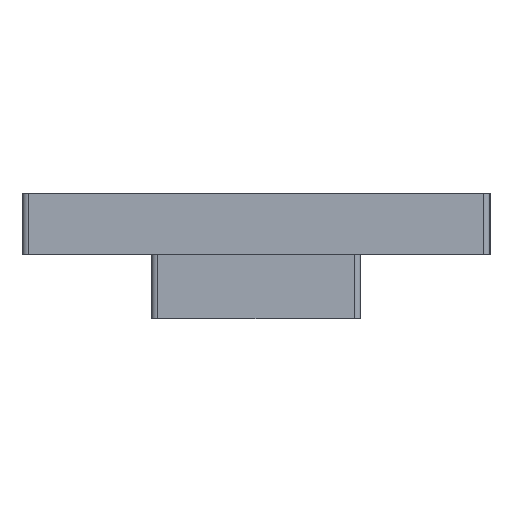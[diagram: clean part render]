
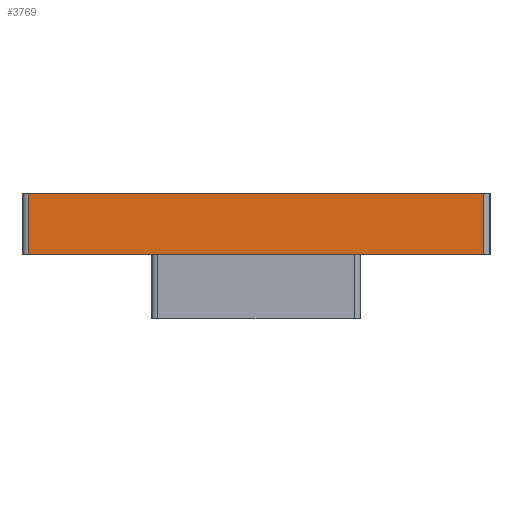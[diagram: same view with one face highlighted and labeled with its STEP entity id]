
A CAD part, left-side view. The second image highlights one B-rep face of the part: STEP entity #3769.
In plain terms, the highlighted planar face has unit normal (-1, 0, 0).
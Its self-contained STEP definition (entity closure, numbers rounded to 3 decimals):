
#1166=CARTESIAN_POINT('',(-2.5,145.5,19.));
#1167=VERTEX_POINT('',#1166);
#1175=CARTESIAN_POINT('',(-2.5,4.5,19.));
#1176=VERTEX_POINT('',#1175);
#1177=CARTESIAN_POINT('',(-2.5,145.5,19.));
#1178=DIRECTION('',(0.,-1.,0.));
#1179=VECTOR('',#1178,141.);
#1180=LINE('',#1177,#1179);
#1181=EDGE_CURVE('',#1167,#1176,#1180,.T.);
#3655=CARTESIAN_POINT('',(-2.5,145.5,0.));
#3656=VERTEX_POINT('',#3655);
#3657=CARTESIAN_POINT('',(-2.5,4.5,0.));
#3658=VERTEX_POINT('',#3657);
#3659=CARTESIAN_POINT('',(-2.5,145.5,0.));
#3660=DIRECTION('',(0.,-1.,0.));
#3661=VECTOR('',#3660,141.);
#3662=LINE('',#3659,#3661);
#3663=EDGE_CURVE('',#3656,#3658,#3662,.T.);
#3748=CARTESIAN_POINT('',(-2.5,75.,0.));
#3749=DIRECTION('',(-1.,-0.,0.));
#3750=DIRECTION('',(0.,-1.,0.));
#3751=AXIS2_PLACEMENT_3D('',#3748,#3749,#3750);
#3752=PLANE('',#3751);
#3753=ORIENTED_EDGE('',*,*,#1181,.F.);
#3754=CARTESIAN_POINT('',(-2.5,145.5,19.));
#3755=DIRECTION('',(-0.,-0.,-1.));
#3756=VECTOR('',#3755,19.);
#3757=LINE('',#3754,#3756);
#3758=EDGE_CURVE('',#1167,#3656,#3757,.T.);
#3759=ORIENTED_EDGE('',*,*,#3758,.T.);
#3760=ORIENTED_EDGE('',*,*,#3663,.T.);
#3761=CARTESIAN_POINT('',(-2.5,4.5,0.));
#3762=DIRECTION('',(0.,0.,1.));
#3763=VECTOR('',#3762,19.);
#3764=LINE('',#3761,#3763);
#3765=EDGE_CURVE('',#3658,#1176,#3764,.T.);
#3766=ORIENTED_EDGE('',*,*,#3765,.T.);
#3767=EDGE_LOOP('',(#3753,#3759,#3760,#3766));
#3768=FACE_BOUND('',#3767,.T.);
#3769=ADVANCED_FACE('',(#3768),#3752,.T.);
